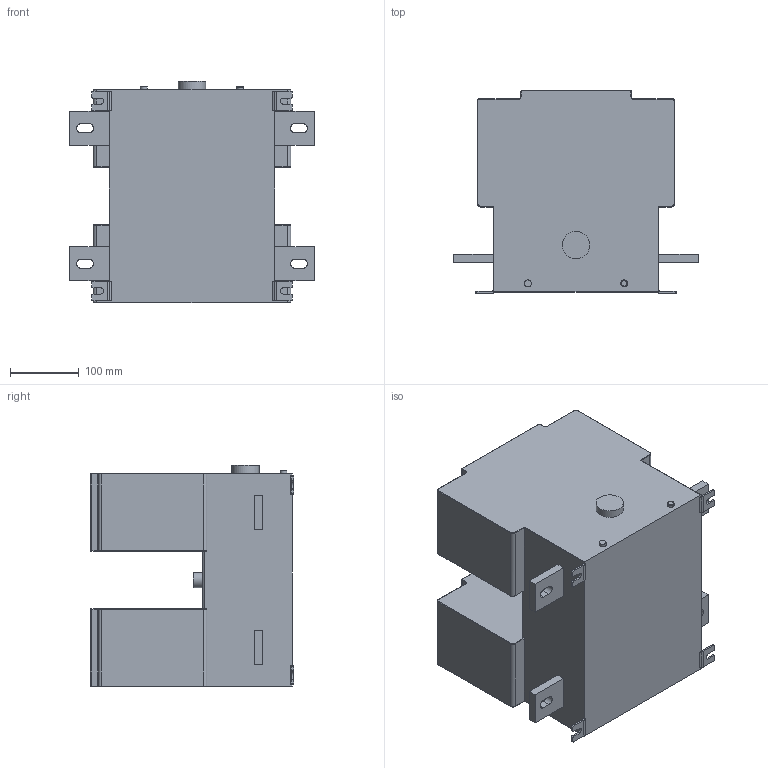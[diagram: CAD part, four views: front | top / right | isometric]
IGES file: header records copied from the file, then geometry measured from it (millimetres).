
Global section: file name: OS1250_D_B_11.igs; preprocessor: I-DEAS 3D IGES Translator 11; date: 20061031.075239; units: millimetre
Bounding box: 355.94 x 295.2 x 321.7 mm (x, y, z)
Volume: 20128543.5 mm3; surface area: 604130.3 mm2
Topology: 1 solids, 1 shells, 234 faces, 600 edges, 377 vertices
Faces by surface type: bspline 234
